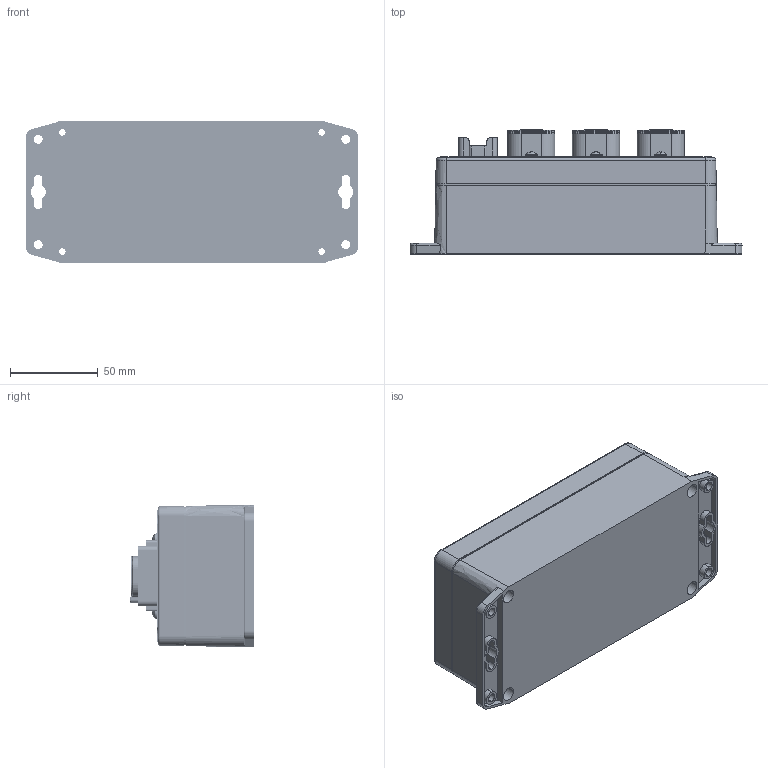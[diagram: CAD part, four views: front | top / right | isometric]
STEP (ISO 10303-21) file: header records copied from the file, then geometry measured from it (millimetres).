
FILE_DESCRIPTION (( 'STEP AP214' ), '1' );
FILE_NAME ('3050983.STEP', '2024-02-27T18:33:21', ( '' ), ( '' ), 'SwSTEP 2.0', 'SolidWorks 2023', '' );
FILE_SCHEMA (( 'AUTOMOTIVE_DESIGN' ));
Length unit declared in the file: inch
Products named in the file (13): 4051095; 3104401_BASE; 4090247; 3104401_GASKET; 4008525; 3104401_COVER_3104404_COVER_MACHINING; 3050983; 3104404; 3104408; 4050897; 4008025; 4060246; 3104401
Assembly tree (23 placements, depth 4):
  3050983
    3104404
      3104401
        3104401_BASE
        3104401_COVER_3104404_COVER_MACHINING
        3104401_GASKET
    4090247
      4008025  x3
      4008525
    4050897  x6
    4051095  x6
    3104408
  4060246
Bounding box: 189.4 x 70.85 x 81.4 mm (x, y, z)
Volume: 250319.5 mm3; surface area: 179622.9 mm2
Topology: 20 solids, 20 shells, 4169 faces, 10483 edges, 6493 vertices
Faces by surface type: cylinder 1711, plane 1471, bspline 602, cone 234, torus 103, sphere 48
Entity records: 70893 total; most frequent: CARTESIAN_POINT 23115, ORIENTED_EDGE 10012, DIRECTION 9849, EDGE_CURVE 5006, AXIS2_PLACEMENT_3D 3639, VERTEX_POINT 3156, VECTOR 2571, LINE 2571
